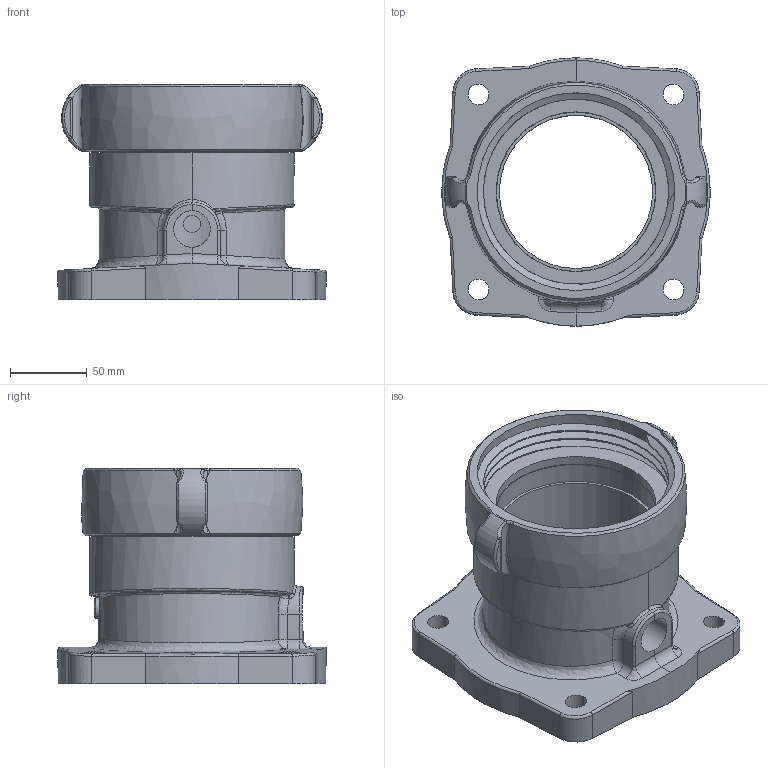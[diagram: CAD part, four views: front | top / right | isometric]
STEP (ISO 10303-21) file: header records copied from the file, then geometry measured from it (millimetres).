
FILE_DESCRIPTION((''),'2;1');
FILE_NAME('78400461','2017-08-25T',('sobrien2'),(''),'CREO PARAMETRIC BY PTC INC, 2015290','CREO PARAMETRIC BY PTC INC, 2015290','');
FILE_SCHEMA(('CONFIG_CONTROL_DESIGN'));
Length unit declared in the file: inch
Products named in the file (1): 78400461
Bounding box: 174.62 x 174.62 x 140.06 mm (x, y, z)
Surface area: 201825.2 mm2 (no closed solid volume)
Topology: 0 solids, 64 shells, 396 faces, 1041 edges, 526 vertices
Faces by surface type: sphere 126, bspline 87, cylinder 83, plane 69, cone 26, torus 5
Entity records: 18130 total; most frequent: CARTESIAN_POINT 10454, ORIENTED_EDGE 1548, DIRECTION 1468, EDGE_CURVE 804, AXIS2_PLACEMENT_3D 612, VERTEX_POINT 526, EDGE_LOOP 418, FACE_OUTER_BOUND 396
